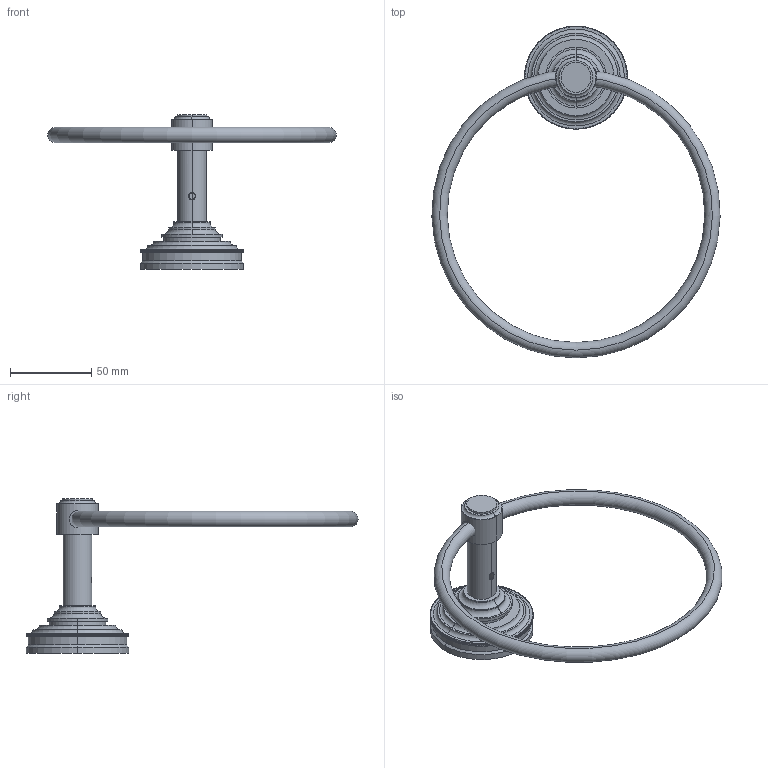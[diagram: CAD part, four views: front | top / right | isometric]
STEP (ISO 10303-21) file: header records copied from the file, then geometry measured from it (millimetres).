
FILE_DESCRIPTION((''),'2;1');
FILE_NAME('29-09_WEB','2010-07-06T',('pnmurthy'),(''),'PRO/ENGINEER BY PARAMETRIC TECHNOLOGY CORPORATION, 2009300','PRO/ENGINEER BY PARAMETRIC TECHNOLOGY CORPORATION, 2009300','');
FILE_SCHEMA(('CONFIG_CONTROL_DESIGN'));
Length unit declared in the file: inch
Products named in the file (1): 29-09_WEB
Bounding box: 177.77 x 204.74 x 95.25 mm (x, y, z)
Surface area: 43191.9 mm2 (no closed solid volume)
Topology: 0 solids, 14 shells, 575 faces, 1729 edges, 1153 vertices
Faces by surface type: plane 358, cylinder 200, torus 12, cone 4, bspline 1
Entity records: 19489 total; most frequent: CARTESIAN_POINT 3573, ORIENTED_EDGE 3361, DIRECTION 3300, EDGE_CURVE 1729, VECTOR 1288, LINE 1288, VERTEX_POINT 1153, AXIS2_PLACEMENT_3D 1006
